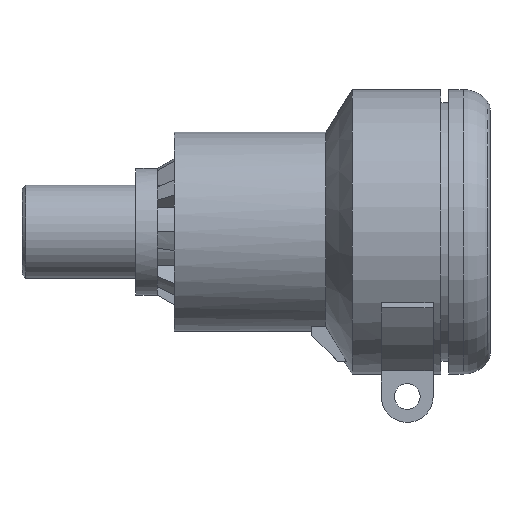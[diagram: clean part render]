
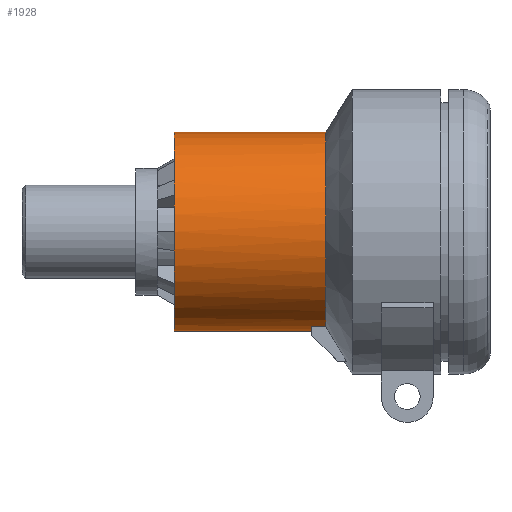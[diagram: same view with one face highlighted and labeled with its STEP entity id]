
A CAD part, top view. The second image highlights one B-rep face of the part: STEP entity #1928.
In plain terms, the highlighted cylindrical face has radius 19.25 mm (diameter 38.5 mm), a partial arc.
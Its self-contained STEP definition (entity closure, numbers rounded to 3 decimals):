
#1623=CARTESIAN_POINT('POINT87',(48.,-18.291,
   6.));
#1624=VERTEX_POINT('VERTEX87',#1623);
#1625=CARTESIAN_POINT('POINT88',(48.,-19.25,0.));
#1626=VERTEX_POINT('VERTEX88',#1625);
#1627=CARTESIAN_POINT('POS190',(48.,0.,0.));
#1628=DIRECTION('DIR299',(1.,0.,0.));
#1629=DIRECTION('DIR300',(0.,-1.,0.));
#1630=AXIS2_PLACEMENT_3D('AXIS110',#1627,#1628,#1629);
#1631=CIRCLE('ELLIPSE59',#1630,19.25);
#1632=EDGE_CURVE('EDGE139',#1624,#1626,#1631,.T.);
#1664=CARTESIAN_POINT('POINT90',(21.486,19.25,
   0.));
#1665=VERTEX_POINT('VERTEX90',#1664);
#1666=CARTESIAN_POINT('POINT91',(21.486,-19.25,
   0.));
#1667=VERTEX_POINT('VERTEX91',#1666);
#1675=CARTESIAN_POINT('POS196',(21.486,0.,0.)
   );
#1676=DIRECTION('DIR309',(-1.,0.,0.));
#1677=DIRECTION('DIR310',(0.,-1.,0.));
#1678=AXIS2_PLACEMENT_3D('AXIS114',#1675,#1676,#1677);
#1679=CIRCLE('ELLIPSE62',#1678,19.25);
#1680=EDGE_CURVE('EDGE144',#1665,#1667,#1679,.F.);
#1874=CARTESIAN_POINT('POINT105',(50.71,
   -18.291,6.));
#1875=VERTEX_POINT('VERTEX105',#1874);
#1882=CARTESIAN_POINT('POS219',(10.575,-18.291,
   6.));
#1883=DIRECTION('DIR346',(-1.,0.,0.));
#1884=VECTOR('VEC92',#1883,1.);
#1885=LINE('STRAIGHT92',#1882,#1884);
#1886=EDGE_CURVE('EDGE163',#1624,#1875,#1885,.F.);
#1897=ORIENTED_EDGE('COEDGE307',*,*,#1886,.T.);
#1898=CARTESIAN_POINT('POINT106',(50.71,19.25,
   0.));
#1899=VERTEX_POINT('VERTEX106',#1898);
#1900=CARTESIAN_POINT('POS221',(50.71,0.,0.));
#1901=DIRECTION('DIR349',(-1.,0.,0.));
#1902=DIRECTION('DIR350',(0.,-1.,0.));
#1903=AXIS2_PLACEMENT_3D('AXIS129',#1900,#1901,#1902);
#1904=CIRCLE('ELLIPSE71',#1903,19.25);
#1905=EDGE_CURVE('EDGE164',#1899,#1875,#1904,.F.);
#1906=ORIENTED_EDGE('COEDGE308',*,*,#1905,.F.);
#1907=CARTESIAN_POINT('POS222',(50.71,19.25,
   0.));
#1908=DIRECTION('DIR351',(-1.,0.,0.));
#1909=VECTOR('VEC93',#1908,1.);
#1910=LINE('STRAIGHT93',#1907,#1909);
#1911=EDGE_CURVE('EDGE165',#1899,#1665,#1910,.T.);
#1912=ORIENTED_EDGE('COEDGE309',*,*,#1911,.T.);
#1913=ORIENTED_EDGE('COEDGE310',*,*,#1680,.T.);
#1914=CARTESIAN_POINT('POS223',(48.,-19.25,
   0.));
#1915=DIRECTION('DIR352',(-1.,0.,0.));
#1916=VECTOR('VEC94',#1915,1.);
#1917=LINE('STRAIGHT94',#1914,#1916);
#1918=EDGE_CURVE('EDGE166',#1626,#1667,#1917,.T.);
#1919=ORIENTED_EDGE('COEDGE311',*,*,#1918,.F.);
#1920=ORIENTED_EDGE('COEDGE312',*,*,#1632,.F.);
#1921=EDGE_LOOP('NONE',(#1897,#1906,#1912,#1913,#1919,#1920));
#1922=FACE_BOUND('LOOP1',#1921,.T.);
#1923=CARTESIAN_POINT('POS224',(10.575,0.,0.));
#1924=DIRECTION('DIR353',(1.,0.,0.));
#1925=DIRECTION('DIR354',(0.,-1.,0.));
#1926=AXIS2_PLACEMENT_3D('AXIS130',#1923,#1924,#1925);
#1927=CYLINDRICAL_SURFACE('CONE_SURF18',#1926,19.25);
#1928=ADVANCED_FACE('FACE66',(#1922),#1927,.T.);
